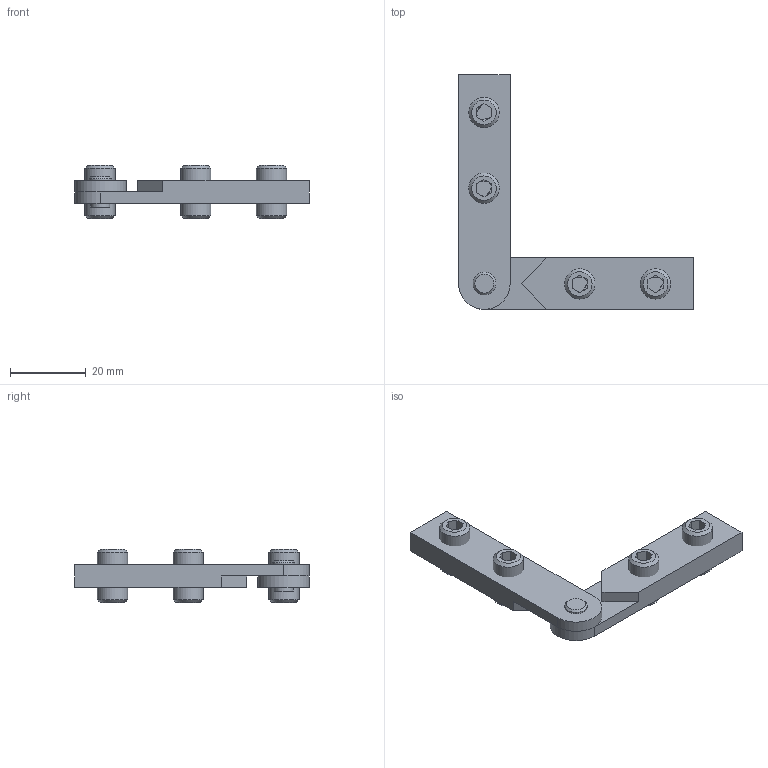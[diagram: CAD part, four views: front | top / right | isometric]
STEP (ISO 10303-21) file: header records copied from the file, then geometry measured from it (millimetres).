
FILE_DESCRIPTION(/* description */ ('Úhlový spoj stavitelný'),/* implementation_level */ '2;1');
FILE_NAME(/* name */ '321310.igs.stp',/* time_stamp */ '2022-08-04T06:33:57+02:00',/* author */ ('aluteckkpl_am'),/* organization */ (''),/* preprocessor_version */ 'ST-DEVELOPER v18.1',/* originating_system */ 'Autodesk Inventor 2021',/* authorisation */ '');
FILE_SCHEMA (('CONFIG_CONTROL_DESIGN'));
Length unit declared in the file: millimetre
Products named in the file (4): 321310; 321310-1; 321310-2; DIN 913 - M8 x 14
Assembly tree (7 placements, depth 2):
  321310
    321310-1  x2
    321310-2
    DIN 913 - M8 x 14  x4
Bounding box: 62 x 62 x 14 mm (x, y, z)
Volume: 10041.8 mm3; surface area: 7255.8 mm2
Topology: 7 solids, 7 shells, 80 faces, 197 edges, 133 vertices
Faces by surface type: plane 52, cylinder 15, cone 13
Full cylindrical faces by diameter (mm): 4 x3, 5 x1, 6 x1, 6.647 x4, 8 x4
Entity records: 1135 total; most frequent: DIRECTION 186, CARTESIAN_POINT 186, ORIENTED_EDGE 154, EDGE_CURVE 77, AXIS2_PLACEMENT_3D 72, VERTEX_POINT 54, LINE 42, VECTOR 42
